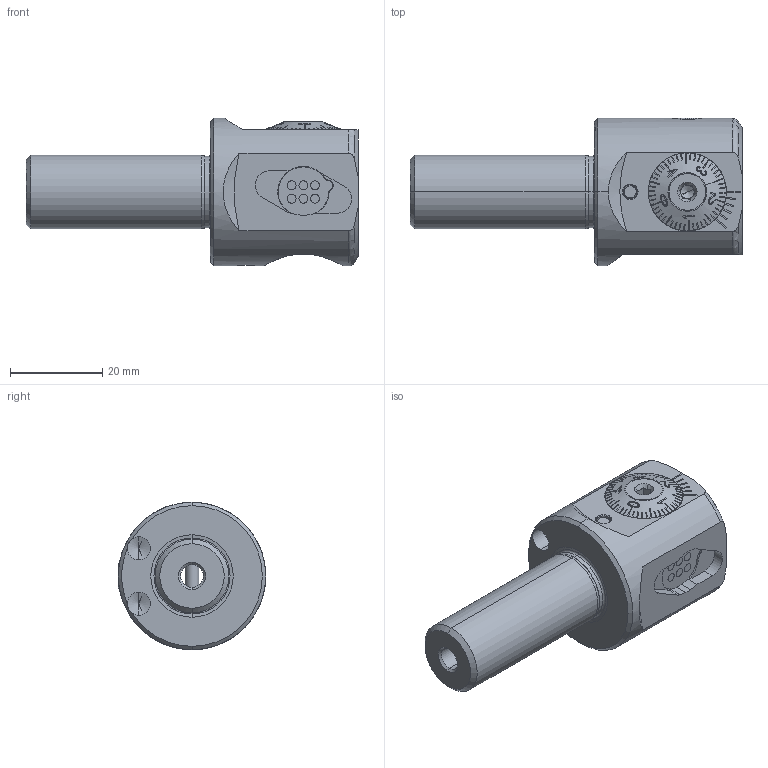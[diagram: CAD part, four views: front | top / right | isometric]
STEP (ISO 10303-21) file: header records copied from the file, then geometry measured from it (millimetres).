
FILE_DESCRIPTION (( 'STEP AP214' ), '1' );
FILE_NAME ('SH2.A32.DA2.032.STEP', '2020-09-18T11:56:16', ( '' ), ( '' ), 'SwSTEP 2.0', 'SolidWorks 2017', '' );
FILE_SCHEMA (( 'AUTOMOTIVE_DESIGN' ));
Length unit declared in the file: millimetre
Products named in the file (18): ISO 4026 - M6 x 10; F32-BG2.017.004_A; ISO 4026 - M6 x 5_PreviewCfg; A32-BG2.009.004_A; WCA-ER2.001.007_A; SH2-A32.DA1.032_C; A32-BG1.DA2.017; A32-BG1.010.045_B_M8x0.25; A32-BG2.014.010_A; DIN 3771 - 15x1; A32-BG3.006.024_A; Axx-BG4.003.xxx_A_A32; PEE-DA1.011.026_A; Fxx-MAB.xxx.xxx_A_F32x1.3; F32-BG2.017.003_A; Klebstoff D6; A32-BG1.DA1.017_B; SH2.A32.DA2.032
Assembly tree (18 placements, depth 3):
  SH2.A32.DA2.032
    SH2-A32.DA1.032_C
    A32-BG1.DA2.017
      A32-BG1.DA1.017_B
      A32-BG2.014.010_A
      DIN 3771 - 15x1
      F32-BG2.017.003_A
      F32-BG2.017.004_A
      A32-BG2.009.004_A
      A32-BG1.010.045_B_M8x0.25
      ISO 4026 - M6 x 10  x2
      Fxx-MAB.xxx.xxx_A_F32x1.3
    A32-BG3.006.024_A
    ISO 4026 - M6 x 5_PreviewCfg
    WCA-ER2.001.007_A
    Axx-BG4.003.xxx_A_A32
    Klebstoff D6
    PEE-DA1.011.026_A
Bounding box: 72 x 32 x 32 mm (x, y, z)
Volume: 27044.4 mm3; surface area: 16834 mm2
Topology: 17 solids, 17 shells, 804 faces, 2059 edges, 1300 vertices
Faces by surface type: plane 352, cone 177, cylinder 175, torus 57, bspline 41, sphere 2
Entity records: 35206 total; most frequent: CARTESIAN_POINT 14683, ORIENTED_EDGE 4030, DIRECTION 3589, EDGE_CURVE 2015, AXIS2_PLACEMENT_3D 1383, VERTEX_POINT 1280, EDGE_LOOP 845, LINE 823
